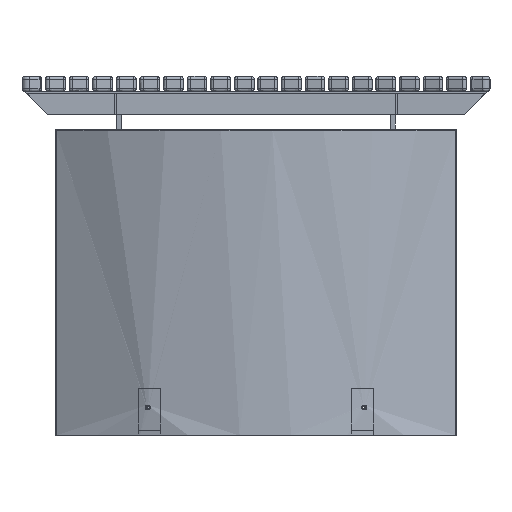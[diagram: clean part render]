
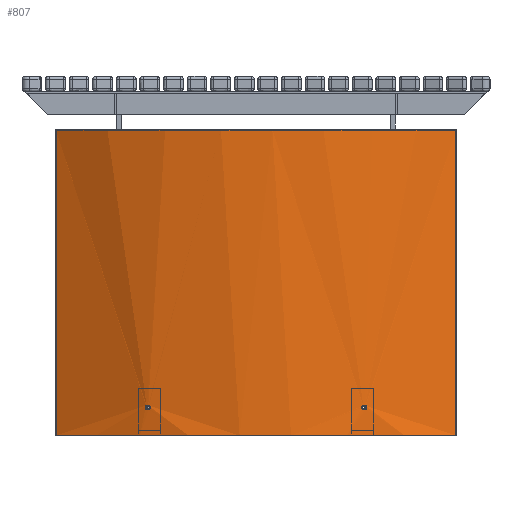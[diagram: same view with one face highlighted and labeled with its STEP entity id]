
A CAD part, left-side view. The second image highlights one B-rep face of the part: STEP entity #807.
In plain terms, the highlighted free-form (B-spline) face has degree [2, 1] with [3, 2] control points.
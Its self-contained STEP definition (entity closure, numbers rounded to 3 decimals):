
#807=ADVANCED_FACE('',(#1909,#1658,#1659),#13178,.T.);
#1658=FACE_BOUND('',#2896,.T.);
#1659=FACE_BOUND('',#2897,.T.);
#1909=FACE_OUTER_BOUND('',#2895,.T.);
#2895=EDGE_LOOP('',(#4497,#4498,#4499,#4500));
#2896=EDGE_LOOP('',(#4501,#4502,#4503));
#2897=EDGE_LOOP('',(#4504,#4505));
#4497=ORIENTED_EDGE('',*,*,#8156,.F.);
#4498=ORIENTED_EDGE('',*,*,#8165,.T.);
#4499=ORIENTED_EDGE('',*,*,#8154,.F.);
#4500=ORIENTED_EDGE('',*,*,#8166,.T.);
#4501=ORIENTED_EDGE('',*,*,#8168,.T.);
#4502=ORIENTED_EDGE('',*,*,#8171,.T.);
#4503=ORIENTED_EDGE('',*,*,#8167,.T.);
#4504=ORIENTED_EDGE('',*,*,#8170,.T.);
#4505=ORIENTED_EDGE('',*,*,#8169,.T.);
#8154=EDGE_CURVE('',#12140,#12141,#10042,.T.);
#8156=EDGE_CURVE('',#12143,#12144,#10044,.T.);
#8165=EDGE_CURVE('',#12143,#12141,#10048,.T.);
#8166=EDGE_CURVE('',#12140,#12144,#10049,.T.);
#8167=EDGE_CURVE('',#12153,#12154,#11362,.T.);
#8168=EDGE_CURVE('',#12154,#12158,#11363,.T.);
#8169=EDGE_CURVE('',#12155,#12156,#11364,.T.);
#8170=EDGE_CURVE('',#12156,#12155,#11365,.T.);
#8171=EDGE_CURVE('',#12158,#12153,#11366,.T.);
#10042=(
BOUNDED_CURVE()
B_SPLINE_CURVE(2,(#18442,#18443,#18444),.UNSPECIFIED.,.F.,.F.)
B_SPLINE_CURVE_WITH_KNOTS((3,3),(-3.142,-1.944),
 .UNSPECIFIED.)
CURVE()
GEOMETRIC_REPRESENTATION_ITEM()
RATIONAL_B_SPLINE_CURVE((1.,0.826,1.))
REPRESENTATION_ITEM('')
);
#10044=(
BOUNDED_CURVE()
B_SPLINE_CURVE(2,(#18448,#18449,#18450),.UNSPECIFIED.,.F.,.F.)
B_SPLINE_CURVE_WITH_KNOTS((3,3),(1.944,3.142),
 .UNSPECIFIED.)
CURVE()
GEOMETRIC_REPRESENTATION_ITEM()
RATIONAL_B_SPLINE_CURVE((1.,0.826,1.))
REPRESENTATION_ITEM('')
);
#10048=(
BOUNDED_CURVE()
B_SPLINE_CURVE(1,(#18502,#18503),.UNSPECIFIED.,.F.,.F.)
B_SPLINE_CURVE_WITH_KNOTS((2,2),(0.,0.862),.UNSPECIFIED.)
CURVE()
GEOMETRIC_REPRESENTATION_ITEM()
RATIONAL_B_SPLINE_CURVE((1.,1.))
REPRESENTATION_ITEM('')
);
#10049=(
BOUNDED_CURVE()
B_SPLINE_CURVE(1,(#18504,#18505),.UNSPECIFIED.,.F.,.F.)
B_SPLINE_CURVE_WITH_KNOTS((2,2),(-0.862,0.),.UNSPECIFIED.)
CURVE()
GEOMETRIC_REPRESENTATION_ITEM()
RATIONAL_B_SPLINE_CURVE((1.,1.))
REPRESENTATION_ITEM('')
);
#11362=B_SPLINE_CURVE_WITH_KNOTS('',3,(#18506,#18507,#18508,#18509,#18510,
#18511),.UNSPECIFIED.,.F.,.F.,(4,2,4),(0.165,0.375,
0.583),.UNSPECIFIED.);
#11363=B_SPLINE_CURVE_WITH_KNOTS('',3,(#18512,#18513,#18514,#18515),
 .UNSPECIFIED.,.F.,.F.,(4,4),(0.583,0.64),
 .UNSPECIFIED.);
#11364=B_SPLINE_CURVE_WITH_KNOTS('',3,(#18516,#18517,#18518,#18519,#18520,
#18521,#18522,#18523,#18524,#18525),.UNSPECIFIED.,.F.,.F.,(4,2,2,2,4),(0.,
0.125,0.25,0.375,0.5),
 .UNSPECIFIED.);
#11365=B_SPLINE_CURVE_WITH_KNOTS('',3,(#18526,#18527,#18528,#18529,#18530,
#18531,#18532,#18533,#18534,#18535),.UNSPECIFIED.,.F.,.F.,(4,2,2,2,4),(0.5,
0.625,0.75,0.875,1.),.UNSPECIFIED.);
#11366=B_SPLINE_CURVE_WITH_KNOTS('',3,(#18536,#18537,#18538,#18539,#18540,
#18541,#18542,#18543,#18544,#18545,#18546,#18547),.UNSPECIFIED.,.F.,.F.,
(4,2,2,2,2,4),(0.64,0.691,0.743,0.794,
0.897,1.),.UNSPECIFIED.);
#12140=VERTEX_POINT('',#18423);
#12141=VERTEX_POINT('',#18424);
#12143=VERTEX_POINT('',#18426);
#12144=VERTEX_POINT('',#18427);
#12153=VERTEX_POINT('',#18436);
#12154=VERTEX_POINT('',#18437);
#12155=VERTEX_POINT('',#18438);
#12156=VERTEX_POINT('',#18439);
#12158=VERTEX_POINT('',#18441);
#13178=(
BOUNDED_SURFACE()
B_SPLINE_SURFACE(2,1,((#18202,#18203),(#18204,#18205),(#18206,#18207)),
 .UNSPECIFIED.,.F.,.F.,.F.)
B_SPLINE_SURFACE_WITH_KNOTS((3,3),(2,2),(0.,1028.518),(0.,650.),
 .UNSPECIFIED.)
GEOMETRIC_REPRESENTATION_ITEM()
RATIONAL_B_SPLINE_SURFACE(((1.,1.),(0.826,0.826),
(1.,1.)))
REPRESENTATION_ITEM('')
SURFACE()
);
#18202=CARTESIAN_POINT('',(-1563.451,-763.774,650.));
#18203=CARTESIAN_POINT('',(-1563.451,-763.774,0.));
#18204=CARTESIAN_POINT('',(-1853.203,-338.914,650.));
#18205=CARTESIAN_POINT('',(-1853.203,-338.914,0.));
#18206=CARTESIAN_POINT('',(-1563.394,85.908,650.));
#18207=CARTESIAN_POINT('',(-1563.394,85.908,0.));
#18423=CARTESIAN_POINT('',(-1563.451,-763.774,0.));
#18424=CARTESIAN_POINT('',(-1563.394,85.908,0.));
#18426=CARTESIAN_POINT('',(-1563.394,85.908,650.));
#18427=CARTESIAN_POINT('',(-1563.451,-763.774,650.));
#18436=CARTESIAN_POINT('',(-1657.035,-104.21,60.));
#18437=CARTESIAN_POINT('',(-1659.896,-113.131,62.482));
#18438=CARTESIAN_POINT('',(-1660.094,-564.187,60.));
#18439=CARTESIAN_POINT('',(-1657.035,-573.739,60.));
#18441=CARTESIAN_POINT('',(-1660.094,-113.762,60.));
#18442=CARTESIAN_POINT('',(-1563.451,-763.774,0.));
#18443=CARTESIAN_POINT('',(-1853.203,-338.914,0.));
#18444=CARTESIAN_POINT('',(-1563.394,85.908,0.));
#18448=CARTESIAN_POINT('',(-1563.394,85.908,650.));
#18449=CARTESIAN_POINT('',(-1853.203,-338.914,650.));
#18450=CARTESIAN_POINT('',(-1563.451,-763.774,650.));
#18502=CARTESIAN_POINT('',(-1563.394,85.908,650.));
#18503=CARTESIAN_POINT('',(-1563.394,85.908,0.));
#18504=CARTESIAN_POINT('',(-1563.451,-763.774,0.));
#18505=CARTESIAN_POINT('',(-1563.451,-763.774,650.));
#18506=CARTESIAN_POINT('',(-1657.035,-104.21,60.));
#18507=CARTESIAN_POINT('',(-1657.035,-104.21,62.529));
#18508=CARTESIAN_POINT('',(-1657.6,-105.933,64.384));
#18509=CARTESIAN_POINT('',(-1658.848,-109.809,65.342));
#18510=CARTESIAN_POINT('',(-1659.544,-112.01,64.53));
#18511=CARTESIAN_POINT('',(-1659.896,-113.131,62.482));
#18512=CARTESIAN_POINT('',(-1659.896,-113.131,62.482));
#18513=CARTESIAN_POINT('',(-1660.031,-113.561,61.696));
#18514=CARTESIAN_POINT('',(-1660.095,-113.763,60.841));
#18515=CARTESIAN_POINT('',(-1660.094,-113.762,60.));
#18516=CARTESIAN_POINT('',(-1660.094,-564.187,60.));
#18517=CARTESIAN_POINT('',(-1660.094,-564.187,61.441));
#18518=CARTESIAN_POINT('',(-1659.908,-564.782,62.747));
#18519=CARTESIAN_POINT('',(-1659.331,-566.614,64.545));
#18520=CARTESIAN_POINT('',(-1658.956,-567.796,65.));
#18521=CARTESIAN_POINT('',(-1658.204,-570.143,64.999));
#18522=CARTESIAN_POINT('',(-1657.823,-571.322,64.544));
#18523=CARTESIAN_POINT('',(-1657.229,-573.146,62.747));
#18524=CARTESIAN_POINT('',(-1657.035,-573.739,61.442));
#18525=CARTESIAN_POINT('',(-1657.035,-573.739,60.));
#18526=CARTESIAN_POINT('',(-1657.035,-573.739,60.));
#18527=CARTESIAN_POINT('',(-1657.035,-573.739,58.558));
#18528=CARTESIAN_POINT('',(-1657.229,-573.147,57.253));
#18529=CARTESIAN_POINT('',(-1657.822,-571.322,55.456));
#18530=CARTESIAN_POINT('',(-1658.204,-570.143,55.));
#18531=CARTESIAN_POINT('',(-1658.956,-567.796,55.));
#18532=CARTESIAN_POINT('',(-1659.331,-566.614,55.454));
#18533=CARTESIAN_POINT('',(-1659.908,-564.782,57.252));
#18534=CARTESIAN_POINT('',(-1660.094,-564.187,58.558));
#18535=CARTESIAN_POINT('',(-1660.094,-564.187,60.));
#18536=CARTESIAN_POINT('',(-1660.094,-113.762,60.));
#18537=CARTESIAN_POINT('',(-1660.094,-113.761,59.261));
#18538=CARTESIAN_POINT('',(-1660.044,-113.603,58.532));
#18539=CARTESIAN_POINT('',(-1659.853,-112.993,57.18));
#18540=CARTESIAN_POINT('',(-1659.704,-112.518,56.552));
#18541=CARTESIAN_POINT('',(-1659.346,-111.384,55.614));
#18542=CARTESIAN_POINT('',(-1659.143,-110.743,55.298));
#18543=CARTESIAN_POINT('',(-1658.504,-108.74,54.804));
#18544=CARTESIAN_POINT('',(-1658.042,-107.304,55.087));
#18545=CARTESIAN_POINT('',(-1657.297,-105.009,56.851));
#18546=CARTESIAN_POINT('',(-1657.035,-104.21,58.309));
#18547=CARTESIAN_POINT('',(-1657.035,-104.21,60.));
